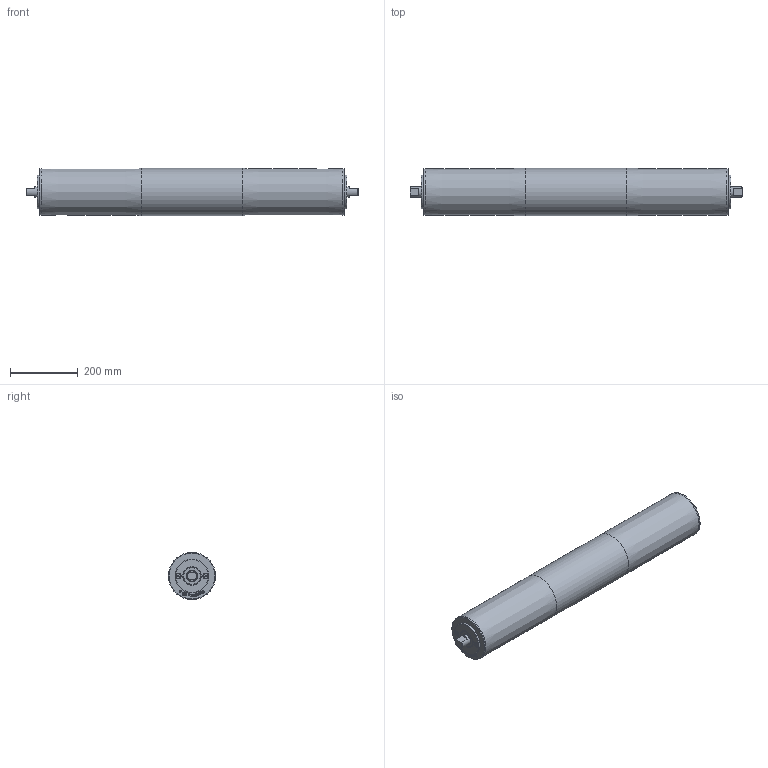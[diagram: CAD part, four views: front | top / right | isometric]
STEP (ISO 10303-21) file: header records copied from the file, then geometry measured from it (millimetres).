
FILE_DESCRIPTION(/* description */ (''),/* implementation_level */ '2;1');
FILE_NAME(/* name */ 'Scandrive S Ø138 RL900.stp',/* time_stamp */ '2017-06-13T17:20:53+02:00',/* author */ ('GUH'),/* organization */ (''),/* preprocessor_version */ 'ST-DEVELOPER v16.13',/* originating_system */ 'Autodesk Inventor 2018',/* authorisation */ '');
FILE_SCHEMA (('AUTOMOTIVE_DESIGN { 1 0 10303 214 3 1 1 }'));
Length unit declared in the file: millimetre
Products named in the file (1): Scandrive S Ø138 RL900
Bounding box: 980 x 139 x 139 mm (x, y, z)
Volume: 1884832.3 mm3; surface area: 826604.4 mm2
Topology: 1 solids, 2 shells, 484 faces, 1254 edges, 834 vertices
Faces by surface type: plane 254, bspline 196, cylinder 22, cone 6, torus 6
Full cylindrical faces by diameter (mm): 14 x2, 16 x2, 30 x2, 34 x2, 34.2 x2, 54.98 x2, 55 x2, 100 x2, 130 x1, 137.48 x2, 137.5 x2, 139 x1
Entity records: 15613 total; most frequent: CARTESIAN_POINT 5103, ORIENTED_EDGE 2444, DIRECTION 1464, EDGE_CURVE 1222, VERTEX_POINT 832, LINE 758, VECTOR 758, EDGE_LOOP 574
